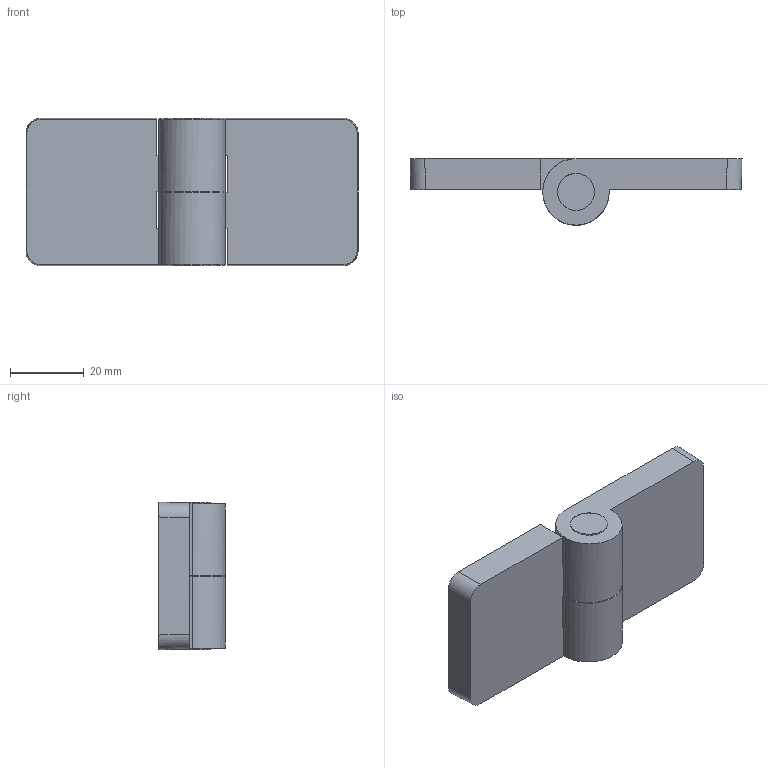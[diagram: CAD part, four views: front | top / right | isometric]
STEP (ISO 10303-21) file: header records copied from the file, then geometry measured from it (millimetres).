
FILE_DESCRIPTION(('STEP AP214'),'1');
FILE_NAME('cctmp_EE9E97A9-6DD5-4F9E-AA84-E0D3F8C740A2_2020_1_20_10_24_19_877..stp','2020-01-20T09:24:19',('Bosch Rexroth AG'),('CADClick - www.CADClick.com'),'Spatial InterOp 3D',' ','unknown authorization - (Healing Option Enabled)');
FILE_SCHEMA(('AUTOMOTIVE_DESIGN'));
Length unit declared in the file: millimetre
Products named in the file (1): 2020_01_20__10-24-19-877
Bounding box: 90 x 18 x 40 mm (x, y, z)
Volume: 34173.1 mm3; surface area: 10859.8 mm2
Topology: 1 solids, 1 shells, 38 faces, 102 edges, 66 vertices
Faces by surface type: plane 22, cylinder 16
Entity records: 1522 total; most frequent: DIRECTION 216, CARTESIAN_POINT 207, ORIENTED_EDGE 204, EDGE_CURVE 102, AXIS2_PLACEMENT_3D 75, VERTEX_POINT 66, LINE 66, VECTOR 66
